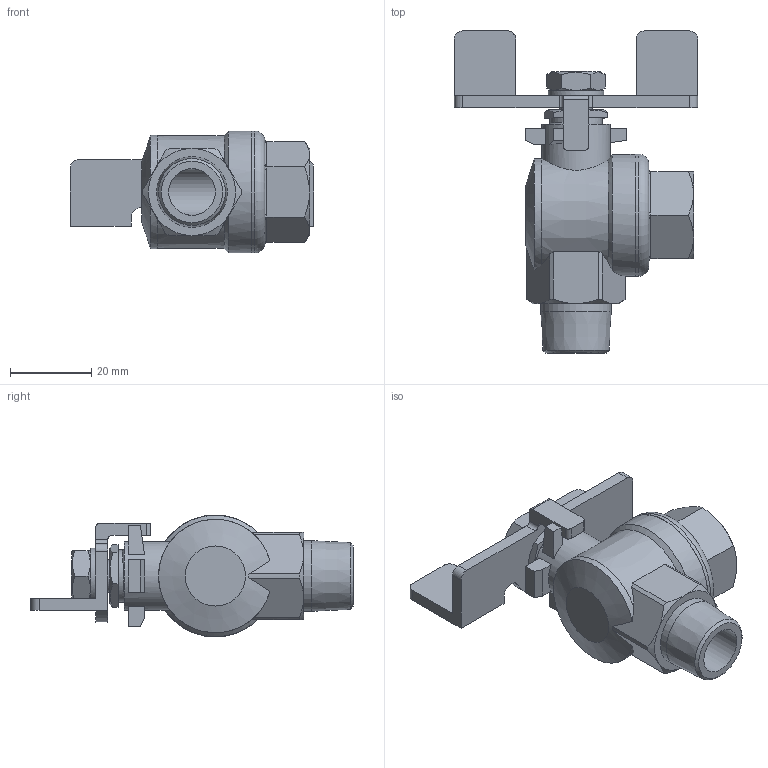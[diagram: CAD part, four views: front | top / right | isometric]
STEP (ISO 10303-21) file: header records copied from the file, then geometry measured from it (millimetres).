
FILE_DESCRIPTION(/* description */ ('Unknown'),/* implementation_level */ '2;1');
FILE_NAME(/* name */ 'R-636-DN10',/* time_stamp */ '2024-03-28T10:58:13+08:00',/* author */ ('Unknown'),/* organization */ ('Unknown'),/* preprocessor_version */ 'ST-DEVELOPER v16.7',/* originating_system */ 'DEX',/* authorisation */ $);
FILE_SCHEMA (('AUTOMOTIVE_DESIGN {1 0 10303 214 3 1 1}'));
Length unit declared in the file: millimetre
Products named in the file (2): R-636-DN10
Bounding box: 60 x 79.5 x 30.1 mm (x, y, z)
Volume: 29716.4 mm3; surface area: 13920.5 mm2
Topology: 1 solids, 1 shells, 184 faces, 472 edges, 298 vertices
Faces by surface type: plane 99, cylinder 48, cone 21, bspline 13, torus 3
Full cylindrical faces by diameter (mm): 8 x1, 8.5 x1, 11.5 x2, 12.9 x1, 15.9 x1, 17 x1, 17.42 x1, 30 x1, 30.1 x1
Entity records: 5695 total; most frequent: CARTESIAN_POINT 1466, ORIENTED_EDGE 884, DIRECTION 825, EDGE_CURVE 442, AXIS2_PLACEMENT_3D 310, VERTEX_POINT 286, EDGE_LOOP 220, FACE_BOUND 220
